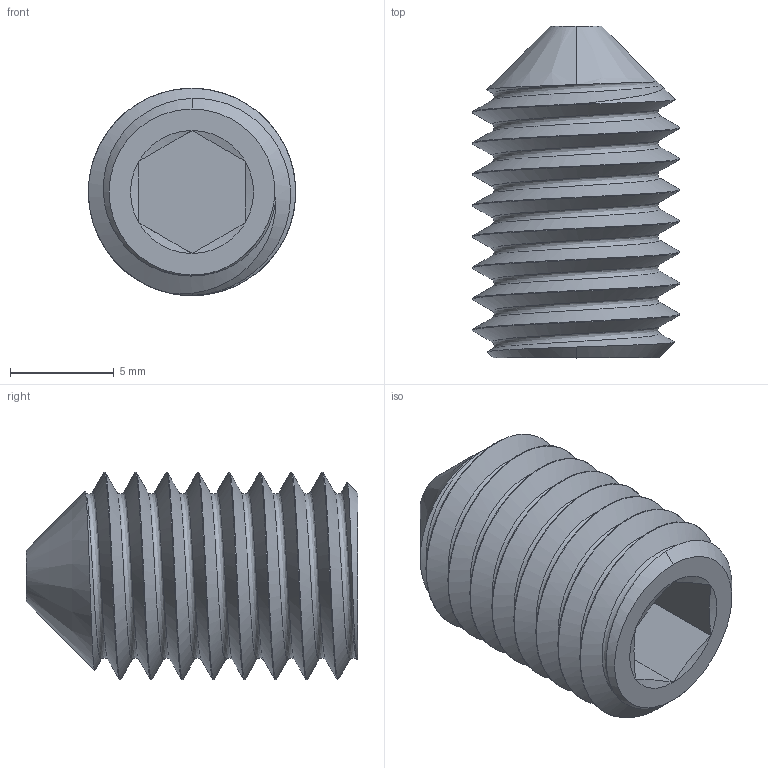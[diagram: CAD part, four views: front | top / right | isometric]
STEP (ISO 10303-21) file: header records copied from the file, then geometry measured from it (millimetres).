
FILE_DESCRIPTION (( 'STEP AP214' ), '1' );
FILE_NAME ('M10.STEP', '2019-03-27T17:41:57', ( '' ), ( '' ), 'SwSTEP 2.0', 'SolidWorks 2018', '' );
FILE_SCHEMA (( 'AUTOMOTIVE_DESIGN' ));
Length unit declared in the file: millimetre
Products named in the file (1): M10
Bounding box: 9.99 x 16 x 10 mm (x, y, z)
Volume: 754.4 mm3; surface area: 850.5 mm2
Topology: 1 solids, 1 shells, 40 faces, 99 edges, 62 vertices
Faces by surface type: cylinder 16, cone 12, plane 9, bspline 3
Entity records: 3765 total; most frequent: CARTESIAN_POINT 2927, ORIENTED_EDGE 198, DIRECTION 134, EDGE_CURVE 99, VERTEX_POINT 62, AXIS2_PLACEMENT_3D 51, EDGE_LOOP 41, FACE_OUTER_BOUND 40
